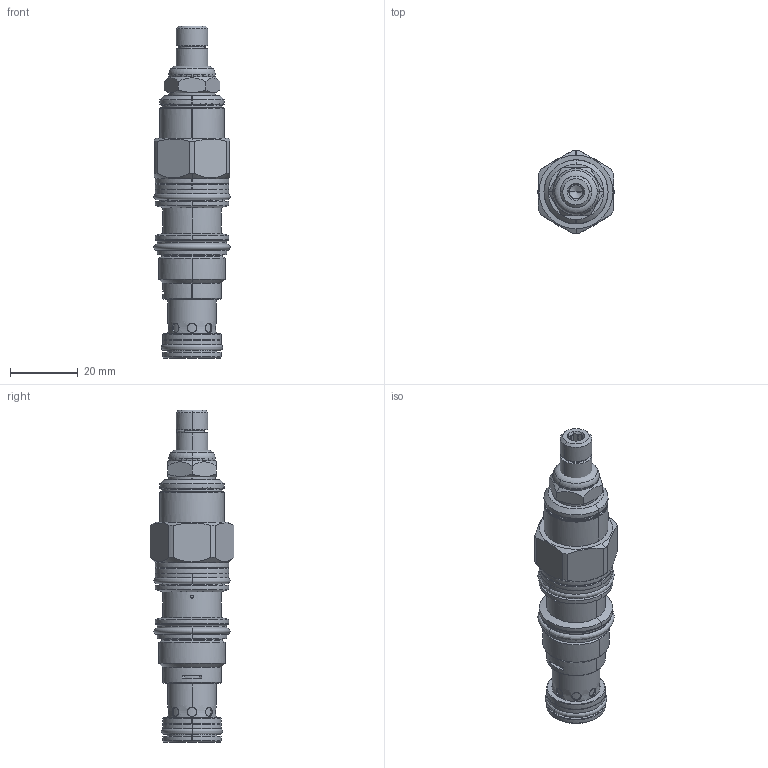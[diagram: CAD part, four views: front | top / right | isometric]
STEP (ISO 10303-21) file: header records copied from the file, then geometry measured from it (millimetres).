
FILE_DESCRIPTION((''),'2;1');
FILE_NAME('PBDFLNN','2018-11-07T',('SVC_Sigmax'),(''),'PRO/ENGINEER BY PARAMETRIC TECHNOLOGY CORPORATION, 2016010','PRO/ENGINEER BY PARAMETRIC TECHNOLOGY CORPORATION, 2016010','');
FILE_SCHEMA(('CONFIG_CONTROL_DESIGN'));
Products named in the file (1): PBDFLNN
Bounding box: 22.55 x 24.84 x 98.37 mm (x, y, z)
Surface area: 11534.8 mm2 (no closed solid volume)
Topology: 0 solids, 0 shells, 285 faces, 1328 edges, 1305 vertices
Faces by surface type: bspline 246, torus 39
Entity records: 59649 total; most frequent: CARTESIAN_POINT 47825, DIRECTION 1966, TRIMMED_CURVE 1552, DEFINITIONAL_REPRESENTATION 1284, PCURVE 1284, COMPOSITE_CURVE_SEGMENT 1284, VECTOR 1216, LINE 1216
